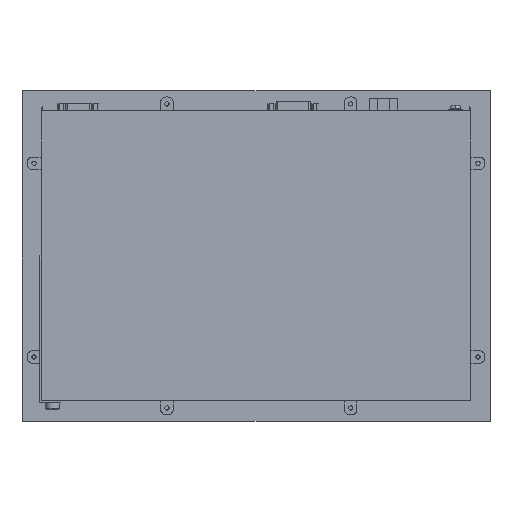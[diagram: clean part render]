
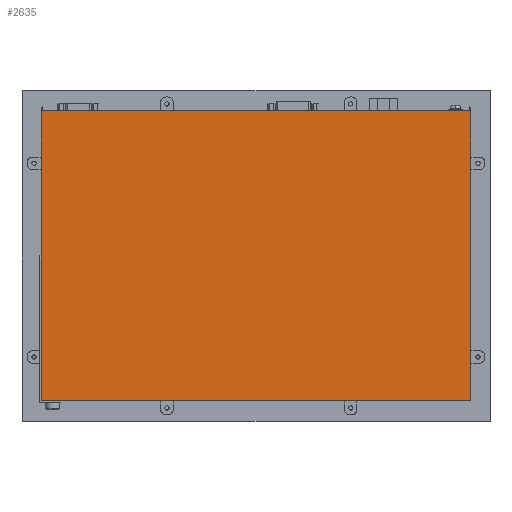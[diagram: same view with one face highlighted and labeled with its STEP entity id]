
A CAD part, top view. The second image highlights one B-rep face of the part: STEP entity #2635.
In plain terms, the highlighted planar face has unit normal (0, 0, 1).
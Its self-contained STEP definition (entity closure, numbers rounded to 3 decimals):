
#2622=AXIS2_PLACEMENT_3D('Plane Axis2P3D',#2619,#2620,#2621) ;
#1767=CARTESIAN_POINT('Vertex',(13.5,219.5,68.6)) ;
#1781=CARTESIAN_POINT('Vertex',(13.5,14.5,68.6)) ;
#1784=CARTESIAN_POINT('Line Origine',(13.5,117.,68.6)) ;
#1808=CARTESIAN_POINT('Vertex',(317.5,219.5,68.6)) ;
#1816=CARTESIAN_POINT('Line Origine',(165.5,219.5,68.6)) ;
#2603=CARTESIAN_POINT('Vertex',(317.5,14.5,68.6)) ;
#2606=CARTESIAN_POINT('Line Origine',(165.5,14.5,68.6)) ;
#2619=CARTESIAN_POINT('Axis2P3D Location',(-51.,-16.7,68.6)) ;
#2624=CARTESIAN_POINT('Line Origine',(317.5,117.,68.6)) ;
#1785=DIRECTION('Vector Direction',(0.,-1.,0.)) ;
#1817=DIRECTION('Vector Direction',(1.,0.,0.)) ;
#2607=DIRECTION('Vector Direction',(-1.,0.,0.)) ;
#2620=DIRECTION('Axis2P3D Direction',(0.,0.,1.)) ;
#2621=DIRECTION('Axis2P3D XDirection',(1.,0.,0.)) ;
#2625=DIRECTION('Vector Direction',(0.,1.,0.)) ;
#1786=VECTOR('Line Direction',#1785,1.) ;
#1818=VECTOR('Line Direction',#1817,1.) ;
#2608=VECTOR('Line Direction',#2607,1.) ;
#2626=VECTOR('Line Direction',#2625,1.) ;
#2630=ORIENTED_EDGE('',*,*,#1788,.T.) ;
#2631=ORIENTED_EDGE('',*,*,#2610,.T.) ;
#2632=ORIENTED_EDGE('',*,*,#2628,.T.) ;
#2633=ORIENTED_EDGE('',*,*,#1820,.T.) ;
#2635=ADVANCED_FACE('Housing.2',(#2634),#2623,.T.) ;
#1788=EDGE_CURVE('',#1768,#1782,#1787,.T.) ;
#1820=EDGE_CURVE('',#1809,#1768,#1819,.F.) ;
#2610=EDGE_CURVE('',#1782,#2604,#2609,.F.) ;
#2628=EDGE_CURVE('',#2604,#1809,#2627,.T.) ;
#2629=EDGE_LOOP('',(#2630,#2631,#2632,#2633)) ;
#2634=FACE_OUTER_BOUND('',#2629,.T.) ;
#1787=LINE('Line',#1784,#1786) ;
#1819=LINE('Line',#1816,#1818) ;
#2609=LINE('Line',#2606,#2608) ;
#2627=LINE('Line',#2624,#2626) ;
#2623=PLANE('',#2622) ;
#1768=VERTEX_POINT('',#1767) ;
#1782=VERTEX_POINT('',#1781) ;
#1809=VERTEX_POINT('',#1808) ;
#2604=VERTEX_POINT('',#2603) ;
